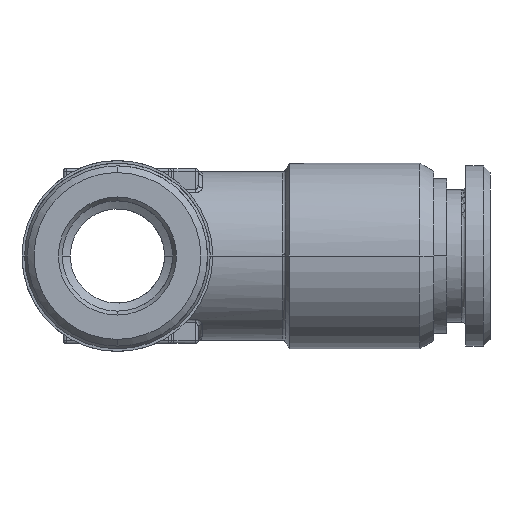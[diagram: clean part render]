
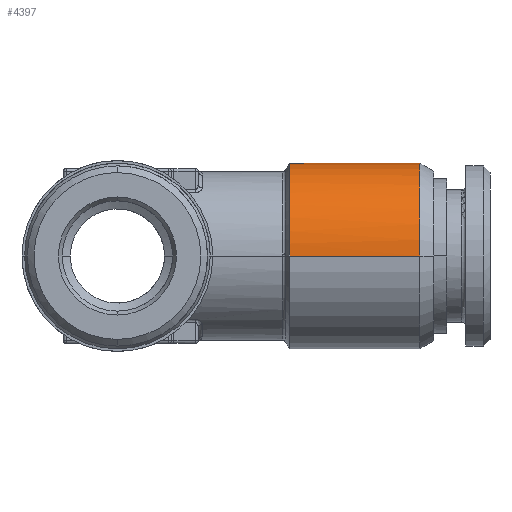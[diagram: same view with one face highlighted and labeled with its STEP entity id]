
A CAD part, left-side view. The second image highlights one B-rep face of the part: STEP entity #4397.
In plain terms, the highlighted cylindrical face has radius 6.9 mm (diameter 13.8 mm), a partial arc.
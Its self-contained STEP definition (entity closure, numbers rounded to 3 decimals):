
#4216=CARTESIAN_POINT('Axis2P3D Location',(0.,-22.48,0.)) ;
#4220=CARTESIAN_POINT('Vertex',(6.9,-22.48,0.)) ;
#4222=CARTESIAN_POINT('Vertex',(-6.9,-22.48,0.)) ;
#4355=CARTESIAN_POINT('Axis2P3D Location',(0.,-24.14,0.)) ;
#4360=CARTESIAN_POINT('Line Origine',(6.9,-24.14,0.)) ;
#4364=CARTESIAN_POINT('Vertex',(6.9,-12.8,0.)) ;
#4368=CARTESIAN_POINT('Control Point',(6.9,-12.8,0.)) ;
#4369=CARTESIAN_POINT('Control Point',(6.9,-12.8,1.084)) ;
#4370=CARTESIAN_POINT('Control Point',(6.687,-12.8,2.168)) ;
#4371=CARTESIAN_POINT('Control Point',(6.261,-12.8,3.196)) ;
#4372=CARTESIAN_POINT('Control Point',(5.03,-12.8,5.03)) ;
#4373=CARTESIAN_POINT('Control Point',(3.196,-12.8,6.261)) ;
#4374=CARTESIAN_POINT('Control Point',(2.168,-12.8,6.687)) ;
#4375=CARTESIAN_POINT('Control Point',(0.,-12.8,7.113)) ;
#4376=CARTESIAN_POINT('Control Point',(-2.168,-12.8,6.687)) ;
#4377=CARTESIAN_POINT('Control Point',(-3.196,-12.8,6.261)) ;
#4378=CARTESIAN_POINT('Control Point',(-5.03,-12.8,5.03)) ;
#4379=CARTESIAN_POINT('Control Point',(-6.261,-12.8,3.196)) ;
#4380=CARTESIAN_POINT('Control Point',(-6.687,-12.8,2.168)) ;
#4381=CARTESIAN_POINT('Control Point',(-6.9,-12.8,1.084)) ;
#4382=CARTESIAN_POINT('Control Point',(-6.9,-12.8,0.)) ;
#4383=CARTESIAN_POINT('Vertex',(-6.9,-12.8,0.)) ;
#4386=CARTESIAN_POINT('Line Origine',(-6.9,-24.14,0.)) ;
#4217=DIRECTION('Axis2P3D Direction',(-0.,1.,0.)) ;
#4356=DIRECTION('Axis2P3D Direction',(-0.,1.,0.)) ;
#4357=DIRECTION('Axis2P3D XDirection',(-1.,0.,0.)) ;
#4361=DIRECTION('Vector Direction',(0.,1.,0.)) ;
#4387=DIRECTION('Vector Direction',(0.,1.,0.)) ;
#4218=AXIS2_PLACEMENT_3D('Circle Axis2P3D',#4216,#4217,$) ;
#4358=AXIS2_PLACEMENT_3D('Cylinder Axis2P3D',#4355,#4356,#4357) ;
#4392=ORIENTED_EDGE('',*,*,#4224,.F.) ;
#4393=ORIENTED_EDGE('',*,*,#4366,.F.) ;
#4394=ORIENTED_EDGE('',*,*,#4385,.T.) ;
#4395=ORIENTED_EDGE('',*,*,#4390,.T.) ;
#4362=VECTOR('Line Direction',#4361,1.) ;
#4388=VECTOR('Line Direction',#4387,1.) ;
#4397=ADVANCED_FACE('MANIFOLD_SOLID_BREP #8370',(#4396),#4359,.T.) ;
#4367=B_SPLINE_CURVE_WITH_KNOTS('',5,(#4368,#4369,#4370,#4371,#4372,#4373,#4374,#4375,#4376,#4377,#4378,#4379,#4380,#4381,#4382),.UNSPECIFIED.,.F.,.U.,(6,3,3,3,6),(-10.838,-5.419,0.,5.419,10.838),.UNSPECIFIED.) ;
#4219=CIRCLE('generated circle',#4218,6.9) ;
#4359=CYLINDRICAL_SURFACE('generated cylinder',#4358,6.9) ;
#4224=EDGE_CURVE('',#4221,#4223,#4219,.F.) ;
#4366=EDGE_CURVE('',#4365,#4221,#4363,.F.) ;
#4385=EDGE_CURVE('',#4365,#4384,#4367,.T.) ;
#4390=EDGE_CURVE('',#4384,#4223,#4389,.F.) ;
#4391=EDGE_LOOP('',(#4392,#4393,#4394,#4395)) ;
#4396=FACE_OUTER_BOUND('',#4391,.T.) ;
#4363=LINE('Line',#4360,#4362) ;
#4389=LINE('Line',#4386,#4388) ;
#4221=VERTEX_POINT('',#4220) ;
#4223=VERTEX_POINT('',#4222) ;
#4365=VERTEX_POINT('',#4364) ;
#4384=VERTEX_POINT('',#4383) ;
